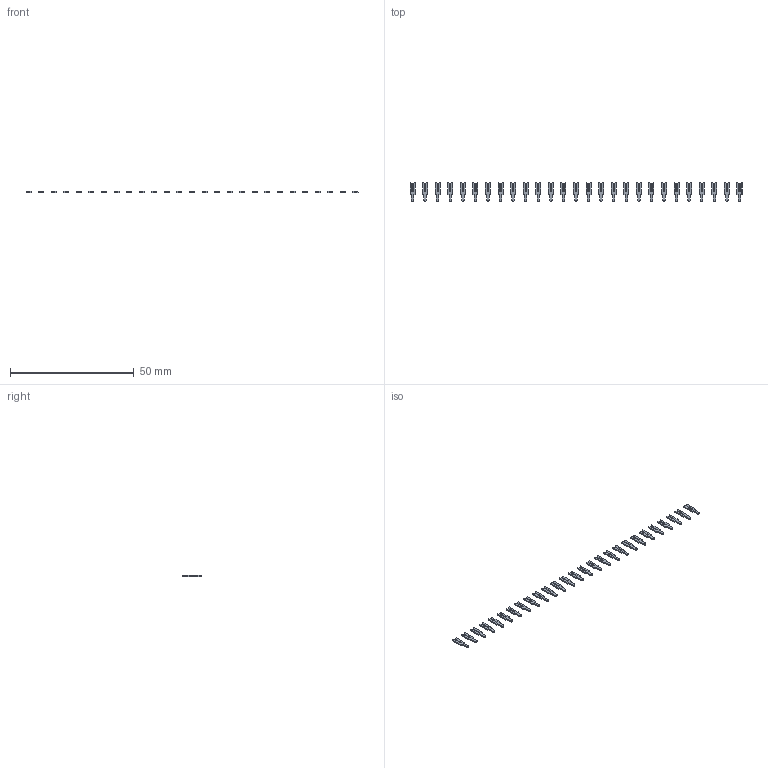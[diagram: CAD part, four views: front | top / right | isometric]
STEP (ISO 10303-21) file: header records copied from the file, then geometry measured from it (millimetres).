
FILE_DESCRIPTION (( 'STEP AP203' ), '1' );
FILE_NAME ('103-027-253-200.STEP', '2020-04-09T20:47:04', ( '' ), ( '' ), 'SwSTEP 2.0', 'SolidWorks 2016', '' );
FILE_SCHEMA (( 'CONFIG_CONTROL_DESIGN' ));
Length unit declared in the file: inch
Products named in the file (2): 103-027-253-200; 100-290-001_100-290-253
Assembly tree (27 placements, depth 2):
  103-027-253-200
    100-290-001_100-290-253  x27
Bounding box: 134.11 x 7.62 x 0.51 mm (x, y, z)
Volume: 149 mm3; surface area: 929 mm2
Topology: 27 solids, 27 shells, 540 faces, 1458 edges, 972 vertices
Faces by surface type: plane 513, cylinder 27
Entity records: 1652 total; most frequent: DIRECTION 156, CARTESIAN_POINT 140, ORIENTED_EDGE 108, COORDINATED_UNIVERSAL_TIME_OFFSET 64, DATE_AND_TIME 64, CALENDAR_DATE 64, LOCAL_TIME 64, EDGE_CURVE 54
